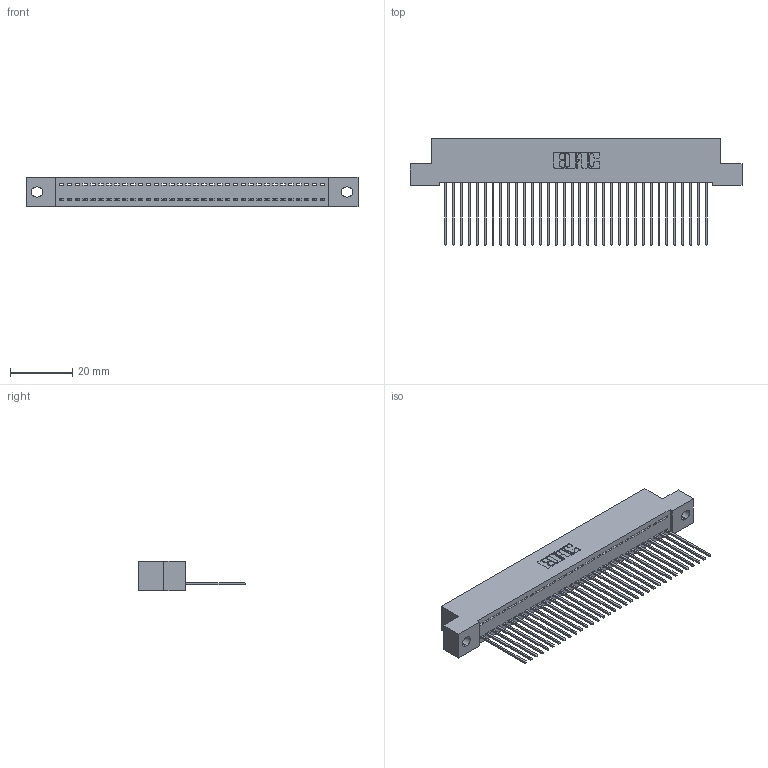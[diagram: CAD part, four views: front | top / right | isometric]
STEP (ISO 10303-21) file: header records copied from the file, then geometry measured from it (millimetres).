
FILE_DESCRIPTION (( 'STEP AP203' ), '1' );
FILE_NAME ('342-034-541-102.STEP', '2018-08-11T18:35:26', ( '' ), ( '' ), 'SwSTEP 2.0', 'SolidWorks 2016', '' );
FILE_SCHEMA (( 'CONFIG_CONTROL_DESIGN' ));
Length unit declared in the file: inch
Products named in the file (3): 342 Part_.128 Slot; 345-292-001_345-293-141; 342-034-541-102
Assembly tree (35 placements, depth 2):
  342-034-541-102
    342 Part_.128 Slot
    345-292-001_345-293-141  x34
Bounding box: 106.68 x 34.3 x 9.4 mm (x, y, z)
Volume: 9384.3 mm3; surface area: 14028.7 mm2
Topology: 35 solids, 35 shells, 2086 faces, 6295 edges, 4150 vertices
Faces by surface type: plane 1498, cylinder 588
Entity records: 21841 total; most frequent: CARTESIAN_POINT 3776, ORIENTED_EDGE 3746, DIRECTION 3201, EDGE_CURVE 1873, VECTOR 1745, LINE 1745, VERTEX_POINT 1246, AXIS2_PLACEMENT_3D 728
